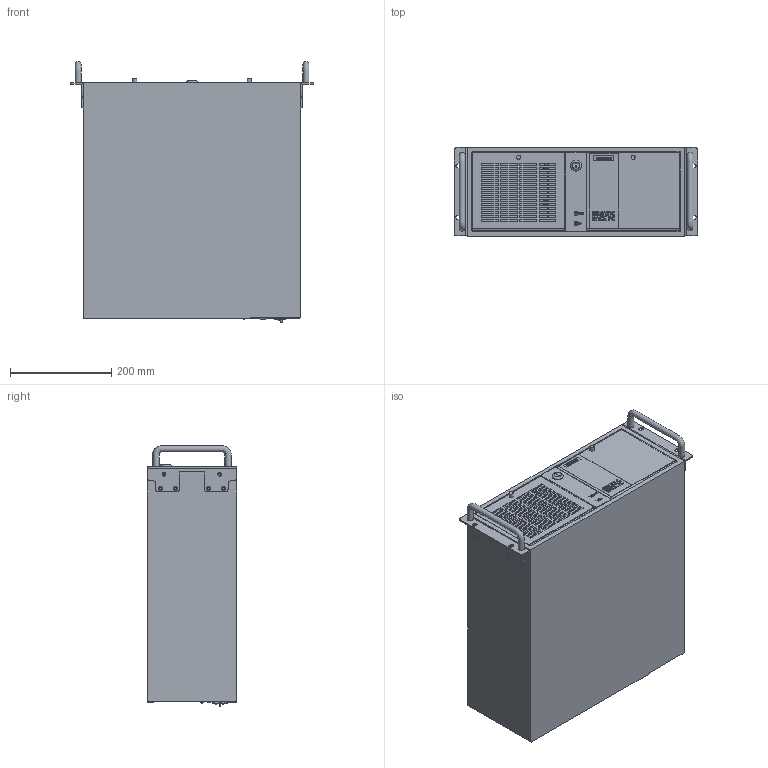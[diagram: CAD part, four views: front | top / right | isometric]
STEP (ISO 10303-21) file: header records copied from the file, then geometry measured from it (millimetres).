
FILE_DESCRIPTION(/* description */ (''),/* implementation_level */ '2;1');
FILE_NAME(/* name */ '6AG4012-2xxxx-0xX0_3d.stp',/* time_stamp */ '2021-01-19T13:54:30+08:00',/* author */ (''),/* organization */ (''),/* preprocessor_version */ 'ST-DEVELOPER v16.7',/* originating_system */ 'SIEMENS PLM Software NX 12.0',/* authorisation */ '');
FILE_SCHEMA (('AUTOMOTIVE_DESIGN { 1 0 10303 214 3 1 1 1 }'));
Products named in the file (8): A5E50489117A-001-Labeling; A5E36730067A-002-Right door; A5E50485378A-002-Labeling; A5E34241167A-003-19  bracket; A5E34240893A-002-door-left; A5E50481837A-001-Housing; A5E50489116A-001-Door with labeling; A5E50532448A-002-CAx_6AG40122....0.X0
Assembly tree (8 placements, depth 3):
  A5E50532448A-002-CAx_6AG40122....0.X0
    A5E50481837A-001-Housing
    A5E50489116A-001-Door with labeling
      A5E36730067A-002-Right door
      A5E50489117A-001-Labeling
    A5E34240893A-002-door-left
    A5E34241167A-003-19  bracket  x2
    A5E50485378A-002-Labeling
Bounding box: 481 x 176.3 x 515.4 mm (x, y, z)
Volume: 33740376.7 mm3; surface area: 967880.2 mm2
Topology: 114 solids, 114 shells, 2644 faces, 6770 edges, 4538 vertices
Faces by surface type: plane 1859, extrusion 420, cylinder 342, cone 16, torus 4, bspline 2, sphere 1
Full cylindrical faces by diameter (mm): 0.85 x10, 0.858 x5, 1.01 x18, 1.4 x12, 2.38 x2, 2.6 x4, 3.5 x2, 3.6 x7, 4 x4, 4.5 x24, 5 x4, 5.5 x2, 6.5 x2, 6.9 x3, 7 x3, 8 x2, 8.8 x3, 9.5 x1, 9.565 x1, 10.6 x2, 12.8 x2, 21.8 x1
Entity records: 102444 total; most frequent: CARTESIAN_POINT 22737, ORIENTED_EDGE 12848, DIRECTION 10678, EDGE_CURVE 6424, VECTOR 4954, LINE 4534, VERTEX_POINT 4362, EDGE_LOOP 3122
